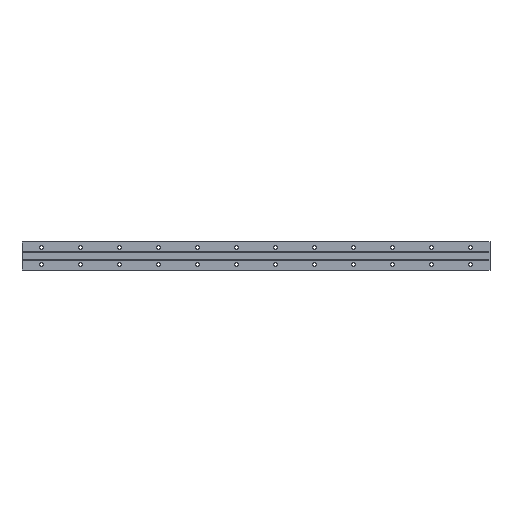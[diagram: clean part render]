
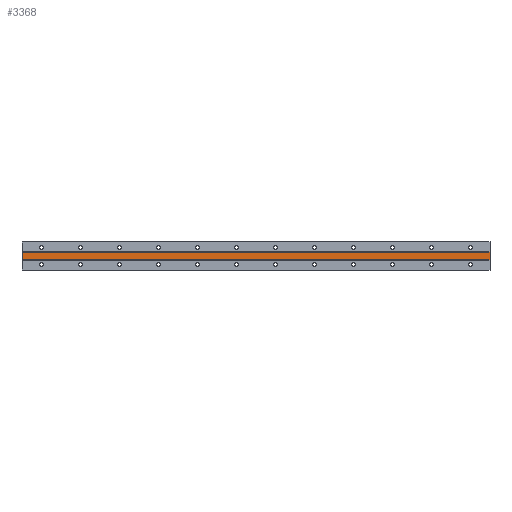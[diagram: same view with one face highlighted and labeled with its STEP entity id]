
A CAD part, front view. The second image highlights one B-rep face of the part: STEP entity #3368.
In plain terms, the highlighted planar face has unit normal (0, -1, 0).
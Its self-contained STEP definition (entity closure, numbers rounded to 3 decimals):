
#7 = CARTESIAN_POINT ( 'NONE',  ( 575., 0.5, -5. ) ) ;
#266 = LINE ( 'NONE', #4768, #3223 ) ;
#284 = DIRECTION ( 'NONE',  ( 0., 0., 1. ) ) ;
#345 = CARTESIAN_POINT ( 'NONE',  ( -25., 0.5, 18.34 ) ) ;
#788 = CARTESIAN_POINT ( 'NONE',  ( 575., 0.5, 18.34 ) ) ;
#1082 = FACE_OUTER_BOUND ( 'NONE', #3890, .T. ) ;
#1090 = VERTEX_POINT ( 'NONE', #7 ) ;
#1210 = VECTOR ( 'NONE', #1992, 1000. ) ;
#1467 = EDGE_CURVE ( 'NONE', #4843, #2047, #2954, .T. ) ;
#1527 = CARTESIAN_POINT ( 'NONE',  ( 575., 0.5, 5. ) ) ;
#1632 = EDGE_CURVE ( 'NONE', #1090, #2047, #4543, .T. ) ;
#1792 = CARTESIAN_POINT ( 'NONE',  ( -25., 0.5, 5. ) ) ;
#1802 = CARTESIAN_POINT ( 'NONE',  ( 575., 0.5, 5. ) ) ;
#1992 = DIRECTION ( 'NONE',  ( -1., 0., 0. ) ) ;
#2047 = VERTEX_POINT ( 'NONE', #2581 ) ;
#2581 = CARTESIAN_POINT ( 'NONE',  ( -25., 0.5, -5. ) ) ;
#2638 = LINE ( 'NONE', #788, #3340 ) ;
#2694 = ORIENTED_EDGE ( 'NONE', *, *, #4038, .T. ) ;
#2892 = DIRECTION ( 'NONE',  ( -1., 0., 0. ) ) ;
#2954 = LINE ( 'NONE', #345, #3180 ) ;
#3073 = CARTESIAN_POINT ( 'NONE',  ( 575., 0.5, -5. ) ) ;
#3180 = VECTOR ( 'NONE', #4801, 1000. ) ;
#3223 = VECTOR ( 'NONE', #2892, 1000. ) ;
#3304 = DIRECTION ( 'NONE',  ( 0., 1., 0. ) ) ;
#3316 = ORIENTED_EDGE ( 'NONE', *, *, #1632, .F. ) ;
#3340 = VECTOR ( 'NONE', #3743, 1000. ) ;
#3368 = ADVANCED_FACE ( 'NONE', ( #1082 ), #4359, .F. ) ;
#3484 = VERTEX_POINT ( 'NONE', #1527 ) ;
#3743 = DIRECTION ( 'NONE',  ( 0., 0., -1. ) ) ;
#3890 = EDGE_LOOP ( 'NONE', ( #3316, #4833, #2694, #3980 ) ) ;
#3980 = ORIENTED_EDGE ( 'NONE', *, *, #1467, .T. ) ;
#4038 = EDGE_CURVE ( 'NONE', #3484, #4843, #266, .T. ) ;
#4149 = AXIS2_PLACEMENT_3D ( 'NONE', #1802, #3304, #284 ) ;
#4359 = PLANE ( 'NONE',  #4149 ) ;
#4489 = EDGE_CURVE ( 'NONE', #3484, #1090, #2638, .T. ) ;
#4543 = LINE ( 'NONE', #3073, #1210 ) ;
#4768 = CARTESIAN_POINT ( 'NONE',  ( 575., 0.5, 5. ) ) ;
#4801 = DIRECTION ( 'NONE',  ( 0., 0., -1. ) ) ;
#4833 = ORIENTED_EDGE ( 'NONE', *, *, #4489, .F. ) ;
#4843 = VERTEX_POINT ( 'NONE', #1792 ) ;
